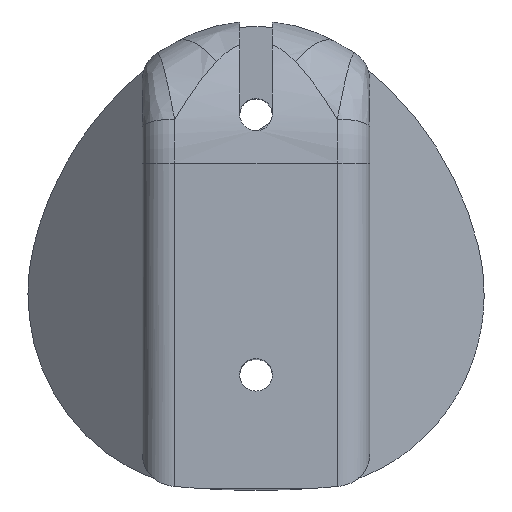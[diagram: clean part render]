
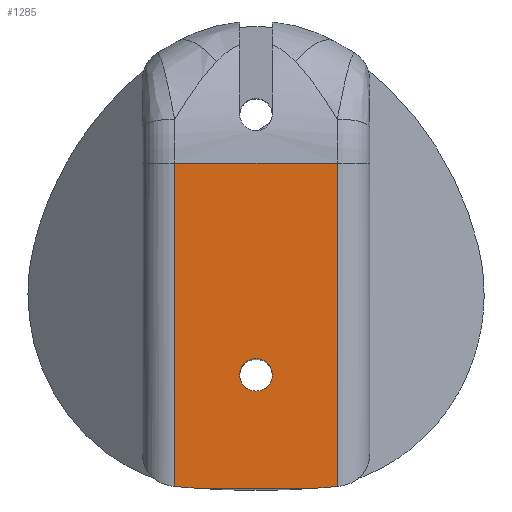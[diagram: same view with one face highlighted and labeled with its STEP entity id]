
A CAD part, top view. The second image highlights one B-rep face of the part: STEP entity #1285.
In plain terms, the highlighted planar face has unit normal (0, 0, 1).
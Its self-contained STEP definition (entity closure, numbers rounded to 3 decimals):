
#18 = EDGE_CURVE ( 'NONE', #2787, #1751, #2768, .T. ) ;
#91 = CARTESIAN_POINT ( 'NONE',  ( 0.001, 3.5, 13.705 ) ) ;
#129 = DIRECTION ( 'NONE',  ( -1., 0., 0. ) ) ;
#219 = VECTOR ( 'NONE', #129, 1000. ) ;
#251 = EDGE_CURVE ( 'NONE', #323, #480, #313, .T. ) ;
#304 = CARTESIAN_POINT ( 'NONE',  ( -1.89, 0., 13.705 ) ) ;
#313 = LINE ( 'NONE', #780, #2876 ) ;
#323 = VERTEX_POINT ( 'NONE', #1057 ) ;
#355 = FACE_BOUND ( 'NONE', #1537, .T. ) ;
#380 = CARTESIAN_POINT ( 'NONE',  ( 2.501, 0.07, 13.705 ) ) ;
#388 = VERTEX_POINT ( 'NONE', #1785 ) ;
#474 = ORIENTED_EDGE ( 'NONE', *, *, #2799, .T. ) ;
#480 = VERTEX_POINT ( 'NONE', #1769 ) ;
#500 = CARTESIAN_POINT ( 'NONE',  ( -1.584, 0., 13.705 ) ) ;
#535 = ORIENTED_EDGE ( 'NONE', *, *, #251, .T. ) ;
#547 = CARTESIAN_POINT ( 'NONE',  ( -0.499, 3.5, 13.705 ) ) ;
#562 = AXIS2_PLACEMENT_3D ( 'NONE', #1108, #1794, #2272 ) ;
#586 = DIRECTION ( 'NONE',  ( 0., 0., -1. ) ) ;
#604 = VECTOR ( 'NONE', #2026, 1000. ) ;
#636 = CARTESIAN_POINT ( 'NONE',  ( 2.501, 10., 13.705 ) ) ;
#780 = CARTESIAN_POINT ( 'NONE',  ( -2.499, 15., 13.705 ) ) ;
#811 = CIRCLE ( 'NONE', #3030, 0.5 ) ;
#846 = VERTEX_POINT ( 'NONE', #878 ) ;
#848 = CARTESIAN_POINT ( 'NONE',  ( 2.198, 0.023, 13.705 ) ) ;
#878 = CARTESIAN_POINT ( 'NONE',  ( 1.585, 0., 13.705 ) ) ;
#887 = CARTESIAN_POINT ( 'NONE',  ( 2.501, 15., 13.705 ) ) ;
#1057 = CARTESIAN_POINT ( 'NONE',  ( -2.499, 10., 13.705 ) ) ;
#1108 = CARTESIAN_POINT ( 'NONE',  ( 0.001, 3.5, 13.705 ) ) ;
#1112 = CARTESIAN_POINT ( 'NONE',  ( 1.892, 0., 13.705 ) ) ;
#1131 = DIRECTION ( 'NONE',  ( -1., 0., 0. ) ) ;
#1249 = CARTESIAN_POINT ( 'NONE',  ( -1.584, 0., 13.705 ) ) ;
#1281 = DIRECTION ( 'NONE',  ( 1., 0., 0. ) ) ;
#1285 = ADVANCED_FACE ( 'NONE', ( #355, #2963 ), #1298, .F. ) ;
#1298 = PLANE ( 'NONE',  #2334 ) ;
#1329 = CARTESIAN_POINT ( 'NONE',  ( 3.501, 0., 13.705 ) ) ;
#1451 = CIRCLE ( 'NONE', #562, 0.5 ) ;
#1508 = ORIENTED_EDGE ( 'NONE', *, *, #1656, .F. ) ;
#1514 = DIRECTION ( 'NONE',  ( 0., 0., 1. ) ) ;
#1537 = EDGE_LOOP ( 'NONE', ( #1584, #1508 ) ) ;
#1562 = LINE ( 'NONE', #1329, #2779 ) ;
#1584 = ORIENTED_EDGE ( 'NONE', *, *, #2108, .F. ) ;
#1656 = EDGE_CURVE ( 'NONE', #3041, #388, #1451, .T. ) ;
#1698 = EDGE_CURVE ( 'NONE', #1751, #323, #2988, .T. ) ;
#1751 = VERTEX_POINT ( 'NONE', #636 ) ;
#1766 = CARTESIAN_POINT ( 'NONE',  ( 1.585, 0., 13.705 ) ) ;
#1769 = CARTESIAN_POINT ( 'NONE',  ( -2.499, 0.07, 13.705 ) ) ;
#1785 = CARTESIAN_POINT ( 'NONE',  ( 0.501, 3.5, 13.705 ) ) ;
#1794 = DIRECTION ( 'NONE',  ( 0., 0., 1. ) ) ;
#1812 = CARTESIAN_POINT ( 'NONE',  ( 2.501, 0.07, 13.705 ) ) ;
#1820 = ORIENTED_EDGE ( 'NONE', *, *, #18, .T. ) ;
#1915 = VERTEX_POINT ( 'NONE', #500 ) ;
#1929 = DIRECTION ( 'NONE',  ( 0., -1., 0. ) ) ;
#1970 = CARTESIAN_POINT ( 'NONE',  ( -2.196, 0.023, 13.705 ) ) ;
#2026 = DIRECTION ( 'NONE',  ( 0., 1., 0. ) ) ;
#2053 =( BOUNDED_CURVE ( )  B_SPLINE_CURVE ( 3, ( #1766, #1112, #848, #380 ),
 .UNSPECIFIED., .F., .T. ) 
 B_SPLINE_CURVE_WITH_KNOTS ( ( 4, 4 ),
 ( 4.712, 4.865 ),
 .UNSPECIFIED. ) 
 CURVE ( )  GEOMETRIC_REPRESENTATION_ITEM ( )  RATIONAL_B_SPLINE_CURVE ( ( 1., 0.998, 0.998, 1. ) ) 
 REPRESENTATION_ITEM ( '' )  );
#2108 = EDGE_CURVE ( 'NONE', #388, #3041, #811, .T. ) ;
#2272 = DIRECTION ( 'NONE',  ( 1., 0., 0. ) ) ;
#2313 = ORIENTED_EDGE ( 'NONE', *, *, #2869, .T. ) ;
#2334 = AXIS2_PLACEMENT_3D ( 'NONE', #2490, #586, #1131 ) ;
#2368 =( BOUNDED_CURVE ( )  B_SPLINE_CURVE ( 3, ( #2420, #1970, #304, #1249 ),
 .UNSPECIFIED., .F., .T. ) 
 B_SPLINE_CURVE_WITH_KNOTS ( ( 4, 4 ),
 ( 4.559, 4.712 ),
 .UNSPECIFIED. ) 
 CURVE ( )  GEOMETRIC_REPRESENTATION_ITEM ( )  RATIONAL_B_SPLINE_CURVE ( ( 1., 0.998, 0.998, 1. ) ) 
 REPRESENTATION_ITEM ( '' )  );
#2420 = CARTESIAN_POINT ( 'NONE',  ( -2.499, 0.07, 13.705 ) ) ;
#2490 = CARTESIAN_POINT ( 'NONE',  ( 3.501, 15., 13.705 ) ) ;
#2496 = EDGE_CURVE ( 'NONE', #1915, #846, #1562, .T. ) ;
#2587 = ORIENTED_EDGE ( 'NONE', *, *, #2496, .T. ) ;
#2717 = ORIENTED_EDGE ( 'NONE', *, *, #1698, .T. ) ;
#2744 = CARTESIAN_POINT ( 'NONE',  ( -3.499, 10., 13.705 ) ) ;
#2768 = LINE ( 'NONE', #887, #604 ) ;
#2779 = VECTOR ( 'NONE', #3028, 1000. ) ;
#2787 = VERTEX_POINT ( 'NONE', #1812 ) ;
#2799 = EDGE_CURVE ( 'NONE', #846, #2787, #2053, .T. ) ;
#2869 = EDGE_CURVE ( 'NONE', #480, #1915, #2368, .T. ) ;
#2876 = VECTOR ( 'NONE', #1929, 1000. ) ;
#2963 = FACE_OUTER_BOUND ( 'NONE', #3008, .T. ) ;
#2988 = LINE ( 'NONE', #2744, #219 ) ;
#3008 = EDGE_LOOP ( 'NONE', ( #474, #1820, #2717, #535, #2313, #2587 ) ) ;
#3028 = DIRECTION ( 'NONE',  ( 1., 0., 0. ) ) ;
#3030 = AXIS2_PLACEMENT_3D ( 'NONE', #91, #1514, #1281 ) ;
#3041 = VERTEX_POINT ( 'NONE', #547 ) ;
